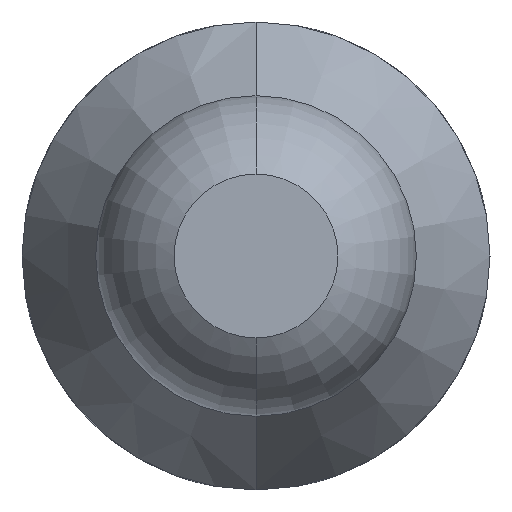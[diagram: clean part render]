
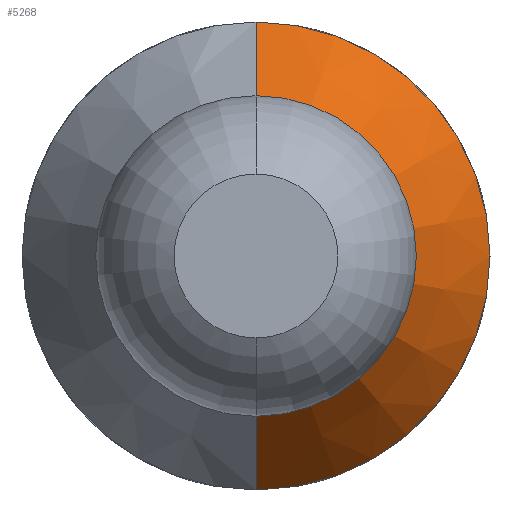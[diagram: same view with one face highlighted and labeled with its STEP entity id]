
A CAD part, front view. The second image highlights one B-rep face of the part: STEP entity #5268.
In plain terms, the highlighted conical face has half-angle 30 degrees and reference radius 0.45 mm.
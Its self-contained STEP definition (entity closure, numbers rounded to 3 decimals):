
#81 = CIRCLE ( 'NONE', #3017, 0.45 ) ;
#98 = LINE ( 'NONE', #2198, #2237 ) ;
#263 = CARTESIAN_POINT ( 'NONE',  ( 0., 6.4, 0.45 ) ) ;
#272 = CARTESIAN_POINT ( 'NONE',  ( 0., 6.4, 0. ) ) ;
#445 = DIRECTION ( 'NONE',  ( 0., 0., 1. ) ) ;
#505 = AXIS2_PLACEMENT_3D ( 'NONE', #1776, #3015, #445 ) ;
#835 = EDGE_CURVE ( 'NONE', #5055, #4650, #3870, .T. ) ;
#881 = DIRECTION ( 'NONE',  ( 0., 0., 1. ) ) ;
#1184 = VECTOR ( 'NONE', #5031, 1000. ) ;
#1209 = CARTESIAN_POINT ( 'NONE',  ( 0., 7.353, -1. ) ) ;
#1226 = CIRCLE ( 'NONE', #1271, 1. ) ;
#1271 = AXIS2_PLACEMENT_3D ( 'NONE', #2115, #5549, #881 ) ;
#1776 = CARTESIAN_POINT ( 'NONE',  ( 0., 6.4, 0. ) ) ;
#1960 = VERTEX_POINT ( 'NONE', #4898 ) ;
#1967 = ORIENTED_EDGE ( 'NONE', *, *, #835, .F. ) ;
#2115 = CARTESIAN_POINT ( 'NONE',  ( 0., 7.353, 0. ) ) ;
#2144 = DIRECTION ( 'NONE',  ( 0., 0.866, -0.5 ) ) ;
#2198 = CARTESIAN_POINT ( 'NONE',  ( 0., 6.4, -0.45 ) ) ;
#2237 = VECTOR ( 'NONE', #2144, 1000. ) ;
#2381 = ORIENTED_EDGE ( 'NONE', *, *, #5302, .T. ) ;
#2594 = CARTESIAN_POINT ( 'NONE',  ( 0., 7.353, 1. ) ) ;
#2612 = EDGE_CURVE ( 'Defeature ausgef�hrt1_21+Defeature ausgef�hrt1_20+Defeature ausgef�hrt1_20+Defeature ausgef�hrt1_20', #5055, #1960, #81, .T. ) ;
#2625 = ORIENTED_EDGE ( 'NONE', *, *, #4287, .F. ) ;
#2784 = ORIENTED_EDGE ( 'NONE', *, *, #2612, .T. ) ;
#3015 = DIRECTION ( 'NONE',  ( 0., 1., 0. ) ) ;
#3017 = AXIS2_PLACEMENT_3D ( 'NONE', #272, #3628, #4482 ) ;
#3039 = VERTEX_POINT ( 'NONE', #1209 ) ;
#3628 = DIRECTION ( 'NONE',  ( 0., 1., 0. ) ) ;
#3870 = LINE ( 'NONE', #4172, #1184 ) ;
#4172 = CARTESIAN_POINT ( 'NONE',  ( 0., 6.4, 0.45 ) ) ;
#4287 = EDGE_CURVE ( 'Defeature ausgef�hrt1_22+Defeature ausgef�hrt1_21+Defeature ausgef�hrt1_21+Defeature ausgef�hrt1_21', #4650, #3039, #1226, .T. ) ;
#4482 = DIRECTION ( 'NONE',  ( 0., 0., 1. ) ) ;
#4650 = VERTEX_POINT ( 'NONE', #2594 ) ;
#4730 = CONICAL_SURFACE ( 'NONE', #505, 0.45, 0.524 ) ;
#4898 = CARTESIAN_POINT ( 'NONE',  ( 0., 6.4, -0.45 ) ) ;
#4997 = FACE_OUTER_BOUND ( 'NONE', #5539, .T. ) ;
#5031 = DIRECTION ( 'NONE',  ( 0., 0.866, 0.5 ) ) ;
#5055 = VERTEX_POINT ( 'NONE', #263 ) ;
#5268 = ADVANCED_FACE ( 'Defeature ausgef�hrt1_21', ( #4997 ), #4730, .T. ) ;
#5302 = EDGE_CURVE ( 'NONE', #1960, #3039, #98, .T. ) ;
#5539 = EDGE_LOOP ( 'NONE', ( #2784, #2381, #2625, #1967 ) ) ;
#5549 = DIRECTION ( 'NONE',  ( 0., 1., 0. ) ) ;
